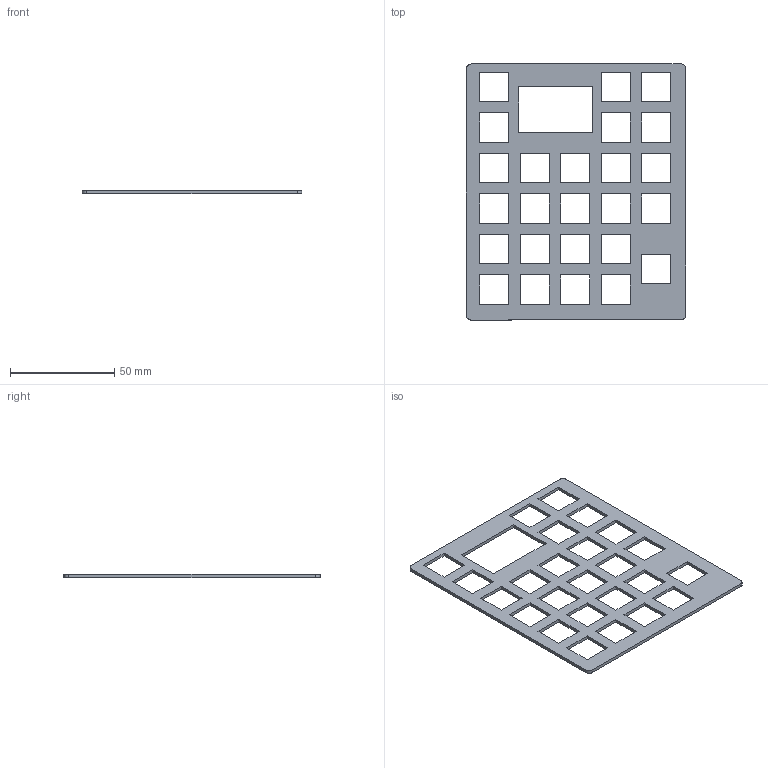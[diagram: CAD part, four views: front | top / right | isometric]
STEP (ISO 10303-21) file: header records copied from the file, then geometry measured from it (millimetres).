
FILE_DESCRIPTION(('KiCad electronic assembly'),'2;1');
FILE_NAME('Cafebabe_plate.step','2021-06-11T22:00:09',('Pcbnew'),( 'Kicad'),'Open CASCADE STEP processor 7.5','KiCad to STEP converter' ,'Unknown');
FILE_SCHEMA(('AUTOMOTIVE_DESIGN { 1 0 10303 214 1 1 1 1 }'));
Length unit declared in the file: millimetre
Products named in the file (2): Open CASCADE STEP translator 7.5 1; COMPOUND
Assembly tree (1 placements, depth 2):
  Open CASCADE STEP translator 7.5 1
    COMPOUND
Bounding box: 105.04 x 122.7 x 1.6 mm (x, y, z)
Volume: 11507.6 mm3; surface area: 17530.9 mm2
Topology: 1 solids, 1 shells, 114 faces, 336 edges, 224 vertices
Faces by surface type: plane 110, cylinder 4
Entity records: 8247 total; most frequent: CARTESIAN_POINT 1348, DIRECTION 1248, LINE 992, VECTOR 992, ORIENTED_EDGE 672, PCURVE 672, DEFINITIONAL_REPRESENTATION 672, EDGE_CURVE 336
